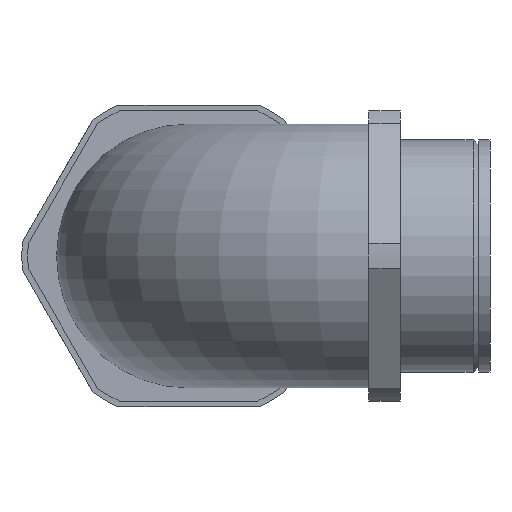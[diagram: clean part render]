
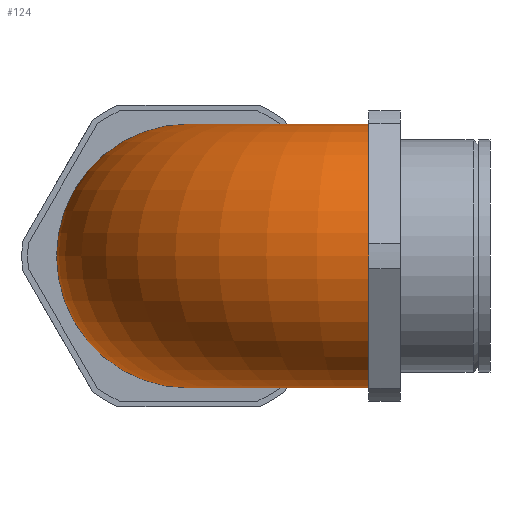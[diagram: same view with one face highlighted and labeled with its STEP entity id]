
A CAD part, left-side view. The second image highlights one B-rep face of the part: STEP entity #124.
In plain terms, the highlighted toroidal (fillet/blend) face has major radius 46 mm and minor radius 33.65 mm.
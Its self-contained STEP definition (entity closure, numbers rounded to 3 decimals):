
#124 = ADVANCED_FACE( '', ( #255, #256 ), #257, .T. );
#255 = FACE_OUTER_BOUND( '', #399, .T. );
#256 = FACE_OUTER_BOUND( '', #400, .T. );
#257 = TOROIDAL_SURFACE( '', #401, 46., 33.65 );
#399 = EDGE_LOOP( '', ( #807 ) );
#400 = EDGE_LOOP( '', ( #808 ) );
#401 = AXIS2_PLACEMENT_3D( '', #809, #810, #811 );
#807 = ORIENTED_EDGE( '', *, *, #968, .T. );
#808 = ORIENTED_EDGE( '', *, *, #1006, .F. );
#809 = CARTESIAN_POINT( '', ( 0., 0., 0. ) );
#810 = DIRECTION( '', ( 0., 0., -1. ) );
#811 = DIRECTION( '', ( -1., 0., 0. ) );
#968 = EDGE_CURVE( '', #1170, #1170, #1171, .T. );
#1006 = EDGE_CURVE( '', #1234, #1234, #1235, .T. );
#1170 = VERTEX_POINT( '', #1590 );
#1171 = CIRCLE( '', #1591, 33.65 );
#1234 = VERTEX_POINT( '', #1678 );
#1235 = CIRCLE( '', #1679, 33.65 );
#1590 = CARTESIAN_POINT( '', ( -12.35, 0., 0. ) );
#1591 = AXIS2_PLACEMENT_3D( '', #1901, #1902, #1903 );
#1678 = CARTESIAN_POINT( '', ( 0., 12.35, 0. ) );
#1679 = AXIS2_PLACEMENT_3D( '', #1967, #1968, #1969 );
#1901 = CARTESIAN_POINT( '', ( -46., 0., 0. ) );
#1902 = DIRECTION( '', ( 0., 1., 0. ) );
#1903 = DIRECTION( '', ( 1., 0., 0. ) );
#1967 = CARTESIAN_POINT( '', ( 0., 46., 0. ) );
#1968 = DIRECTION( '', ( 1., 0., 0. ) );
#1969 = DIRECTION( '', ( 0., -1., 0. ) );
